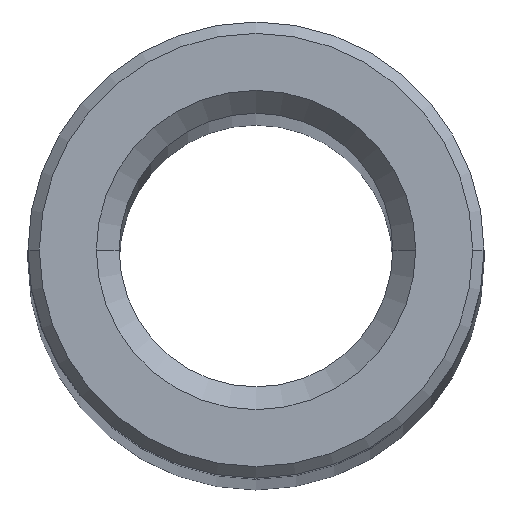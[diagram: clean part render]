
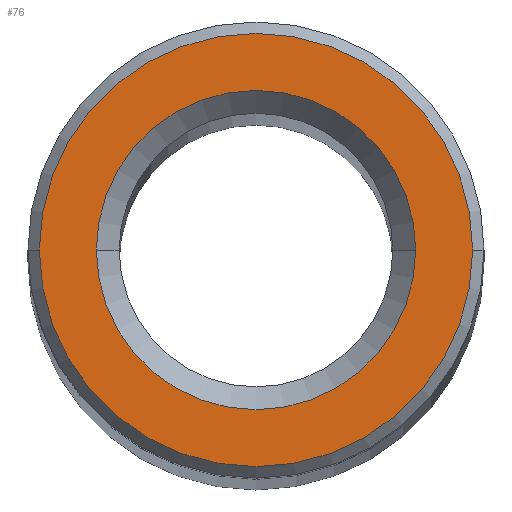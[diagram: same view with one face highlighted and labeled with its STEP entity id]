
A CAD part, top view. The second image highlights one B-rep face of the part: STEP entity #76.
In plain terms, the highlighted planar face has unit normal (0, 0, 1).
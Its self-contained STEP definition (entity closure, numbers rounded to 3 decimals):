
#76 = ADVANCED_FACE ( 'NONE', ( #399, #398 ), #397, .T. ) ;
#77 = EDGE_LOOP ( 'NONE', ( #217, #218 ) ) ;
#134 = EDGE_CURVE ( 'NONE', #196, #167, #436, .T. ) ;
#151 = VERTEX_POINT ( 'NONE', #416 ) ;
#165 = VERTEX_POINT ( 'NONE', #483 ) ;
#167 = VERTEX_POINT ( 'NONE', #482 ) ;
#196 = VERTEX_POINT ( 'NONE', #517 ) ;
#216 = EDGE_CURVE ( 'NONE', #151, #165, #634, .T. ) ;
#217 = ORIENTED_EDGE ( 'NONE', *, *, #216, .T. ) ;
#218 = ORIENTED_EDGE ( 'NONE', *, *, #219, .T. ) ;
#219 = EDGE_CURVE ( 'NONE', #165, #151, #629, .T. ) ;
#220 = EDGE_LOOP ( 'NONE', ( #221, #223 ) ) ;
#221 = ORIENTED_EDGE ( 'NONE', *, *, #222, .T. ) ;
#222 = EDGE_CURVE ( 'NONE', #167, #196, #623, .T. ) ;
#223 = ORIENTED_EDGE ( 'NONE', *, *, #134, .T. ) ;
#393 = DIRECTION ( 'NONE',  ( 1., 0., 0. ) ) ;
#394 = DIRECTION ( 'NONE',  ( 0., 0., 1. ) ) ;
#395 = CARTESIAN_POINT ( 'NONE',  ( 0., 0., 0. ) ) ;
#396 = AXIS2_PLACEMENT_3D ( 'NONE', #395, #394, #393 ) ;
#397 = PLANE ( 'NONE',  #396 ) ;
#398 = FACE_OUTER_BOUND ( 'NONE', #220, .T. ) ;
#399 = FACE_BOUND ( 'NONE', #77, .T. ) ;
#416 = CARTESIAN_POINT ( 'NONE',  ( 7., 0., 0. ) ) ;
#432 = DIRECTION ( 'NONE',  ( 1., 0., 0. ) ) ;
#433 = DIRECTION ( 'NONE',  ( 0., 0., 1. ) ) ;
#434 = CARTESIAN_POINT ( 'NONE',  ( 0., 0., 0. ) ) ;
#435 = AXIS2_PLACEMENT_3D ( 'NONE', #434, #433, #432 ) ;
#436 = CIRCLE ( 'NONE', #435, 9.5 ) ;
#482 = CARTESIAN_POINT ( 'NONE',  ( -9.5, 0., 0. ) ) ;
#483 = CARTESIAN_POINT ( 'NONE',  ( -7., 0., 0. ) ) ;
#517 = CARTESIAN_POINT ( 'NONE',  ( 9.5, 0., 0. ) ) ;
#622 = CARTESIAN_POINT ( 'NONE',  ( 0., 0., 0. ) ) ;
#623 = CIRCLE ( 'NONE', #677, 9.5 ) ;
#625 = DIRECTION ( 'NONE',  ( 1., 0., 0. ) ) ;
#626 = DIRECTION ( 'NONE',  ( 0., 0., -1. ) ) ;
#627 = CARTESIAN_POINT ( 'NONE',  ( 0., 0., 0. ) ) ;
#628 = AXIS2_PLACEMENT_3D ( 'NONE', #627, #626, #625 ) ;
#629 = CIRCLE ( 'NONE', #628, 7. ) ;
#630 = DIRECTION ( 'NONE',  ( 1., 0., 0. ) ) ;
#631 = DIRECTION ( 'NONE',  ( 0., 0., -1. ) ) ;
#632 = CARTESIAN_POINT ( 'NONE',  ( 0., 0., 0. ) ) ;
#633 = AXIS2_PLACEMENT_3D ( 'NONE', #632, #631, #630 ) ;
#634 = CIRCLE ( 'NONE', #633, 7. ) ;
#675 = DIRECTION ( 'NONE',  ( 1., 0., 0. ) ) ;
#676 = DIRECTION ( 'NONE',  ( 0., 0., 1. ) ) ;
#677 = AXIS2_PLACEMENT_3D ( 'NONE', #622, #676, #675 ) ;
